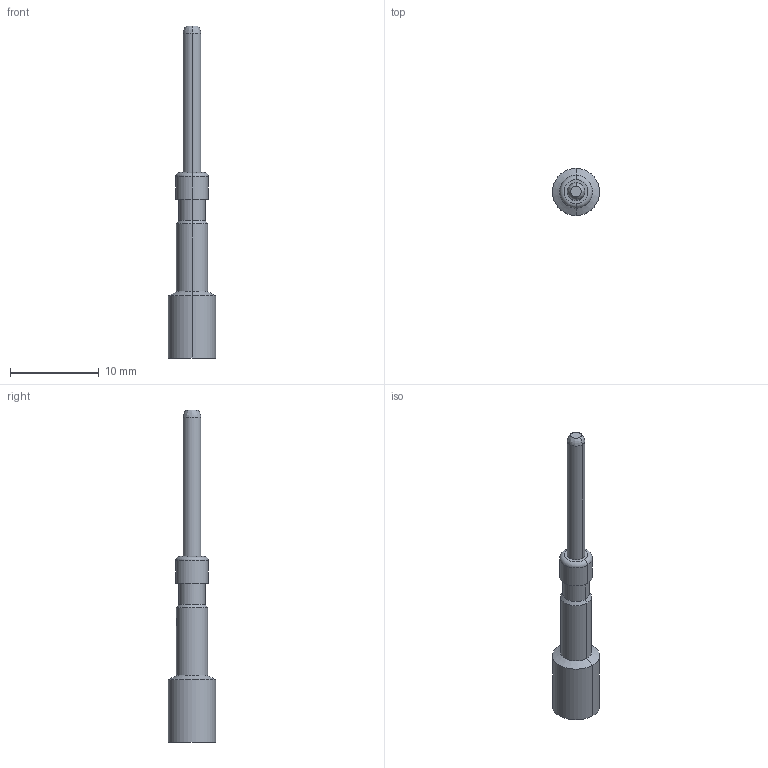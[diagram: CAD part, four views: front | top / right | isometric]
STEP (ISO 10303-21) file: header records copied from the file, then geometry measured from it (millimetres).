
FILE_DESCRIPTION((''),'2;1');
FILE_NAME('SM-20KP008_1605741','2013-10-23T',('vbengel'),(''),'PRO/ENGINEER BY PARAMETRIC TECHNOLOGY CORPORATION, 2012480','PRO/ENGINEER BY PARAMETRIC TECHNOLOGY CORPORATION, 2012480','');
FILE_SCHEMA(('AUTOMOTIVE_DESIGN { 1 0 10303 214 1 1 1 1 }'));
Length unit declared in the file: millimetre
Products named in the file (1): SM-20KP008_1605741
Bounding box: 5.3 x 5.3 x 37.4 mm (x, y, z)
Volume: 178.2 mm3; surface area: 568.4 mm2
Topology: 1 solids, 1 shells, 38 faces, 84 edges, 47 vertices
Faces by surface type: cylinder 16, cone 10, torus 6, plane 4, bspline 2
Entity records: 1241 total; most frequent: CARTESIAN_POINT 247, DIRECTION 192, ORIENTED_EDGE 164, AXIS2_PLACEMENT_3D 82, EDGE_CURVE 82, VERTEX_POINT 47, CIRCLE 46, EDGE_LOOP 41
